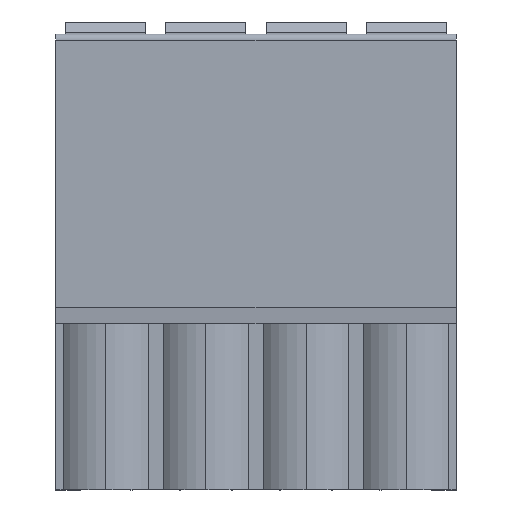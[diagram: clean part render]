
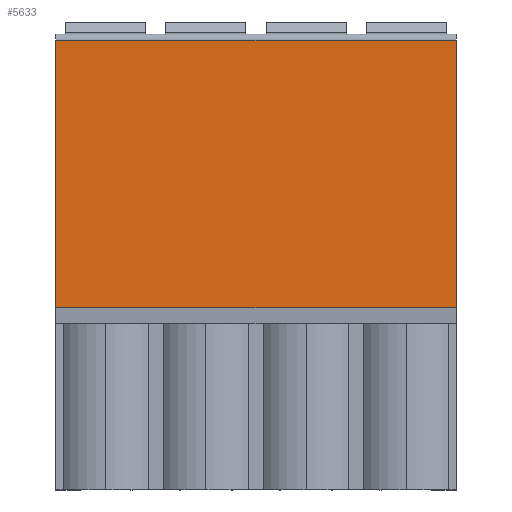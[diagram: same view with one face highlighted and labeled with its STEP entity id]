
A CAD part, front view. The second image highlights one B-rep face of the part: STEP entity #5633.
In plain terms, the highlighted planar face has unit normal (0, -1, 0).
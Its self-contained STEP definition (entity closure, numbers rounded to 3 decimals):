
#405=VERTEX_POINT('',#7943);
#406=VERTEX_POINT('',#7945);
#601=VERTEX_POINT('',#8511);
#602=VERTEX_POINT('',#8513);
#943=VECTOR('',#6491,1.);
#1139=VECTOR('',#6969,1.);
#1140=VECTOR('',#6970,1.);
#1141=VECTOR('',#6971,1.);
#1534=LINE('',#7944,#943);
#1730=LINE('',#8510,#1139);
#1731=LINE('',#8512,#1140);
#1732=LINE('',#8514,#1141);
#2135=EDGE_CURVE('',#406,#405,#1534,.T.);
#2427=EDGE_CURVE('',#406,#601,#1730,.T.);
#2428=EDGE_CURVE('',#405,#602,#1731,.T.);
#2429=EDGE_CURVE('',#602,#601,#1732,.T.);
#3486=ORIENTED_EDGE('',*,*,#2427,.F.);
#3487=ORIENTED_EDGE('',*,*,#2135,.T.);
#3488=ORIENTED_EDGE('',*,*,#2428,.T.);
#3489=ORIENTED_EDGE('',*,*,#2429,.T.);
#4825=EDGE_LOOP('',(#3486,#3487,#3488,#3489));
#5233=FACE_BOUND('',#4825,.T.);
#5633=ADVANCED_FACE('',(#5233),#9574,.T.);
#6084=AXIS2_PLACEMENT_3D('',#8509,#6968,$);
#6491=DIRECTION('',(-1.,0.,0.));
#6968=DIRECTION('',(0.,-1.,0.));
#6969=DIRECTION('',(0.,0.,-1.));
#6970=DIRECTION('',(0.,0.,-1.));
#6971=DIRECTION('',(1.,0.,0.));
#7943=CARTESIAN_POINT('',(22.809,16.231,-10.025));
#7944=CARTESIAN_POINT('',(0.,16.231,-10.025));
#7945=CARTESIAN_POINT('',(36.164,16.231,-10.025));
#8509=CARTESIAN_POINT('',(36.162,16.231,14.975));
#8510=CARTESIAN_POINT('',(36.164,16.231,-60.));
#8511=CARTESIAN_POINT('',(36.164,16.231,-30.025));
#8512=CARTESIAN_POINT('',(22.809,16.231,-30.));
#8513=CARTESIAN_POINT('',(22.809,16.231,-30.025));
#8514=CARTESIAN_POINT('',(0.,16.231,-30.025));
#9574=PLANE('',#6084);
